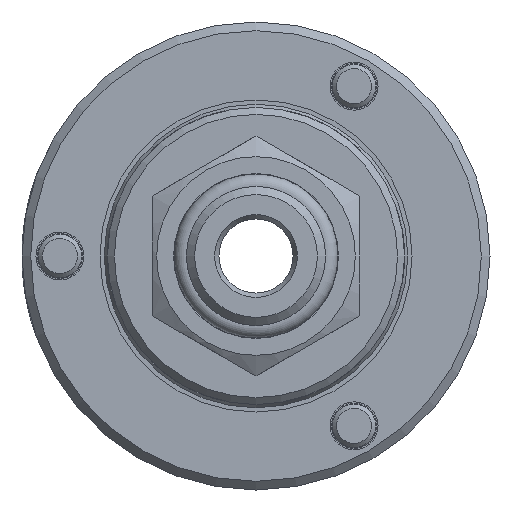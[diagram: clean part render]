
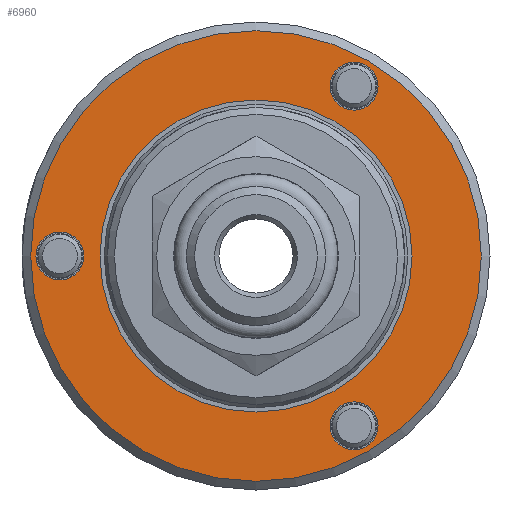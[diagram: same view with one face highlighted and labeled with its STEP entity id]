
A CAD part, left-side view. The second image highlights one B-rep face of the part: STEP entity #6960.
In plain terms, the highlighted planar face has unit normal (-1, 0, 0).
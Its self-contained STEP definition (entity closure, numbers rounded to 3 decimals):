
#274=PLANE('',#7406);
#422=FACE_BOUND('',#2085,.T.);
#423=FACE_BOUND('',#2086,.T.);
#424=FACE_BOUND('',#2087,.T.);
#425=FACE_BOUND('',#2088,.T.);
#1673=FACE_OUTER_BOUND('',#2084,.T.);
#2084=EDGE_LOOP('',(#4734));
#2085=EDGE_LOOP('',(#4735,#4736));
#2086=EDGE_LOOP('',(#4737,#4738));
#2087=EDGE_LOOP('',(#4739,#4740));
#2088=EDGE_LOOP('',(#4741,#4742));
#2542=CIRCLE('',#7404,17.9);
#2543=CIRCLE('',#7405,17.9);
#2544=CIRCLE('',#7407,25.85);
#2545=CIRCLE('',#7408,2.75);
#2546=CIRCLE('',#7409,2.75);
#2547=CIRCLE('',#7410,2.75);
#2548=CIRCLE('',#7411,2.75);
#2549=CIRCLE('',#7412,2.75);
#2550=CIRCLE('',#7413,2.75);
#2863=VERTEX_POINT('',#10092);
#2864=VERTEX_POINT('',#10093);
#2865=VERTEX_POINT('',#10098);
#2866=VERTEX_POINT('',#10100);
#2867=VERTEX_POINT('',#10101);
#2868=VERTEX_POINT('',#10104);
#2869=VERTEX_POINT('',#10105);
#2870=VERTEX_POINT('',#10108);
#2871=VERTEX_POINT('',#10109);
#3610=EDGE_CURVE('',#2863,#2864,#2542,.T.);
#3611=EDGE_CURVE('',#2864,#2863,#2543,.T.);
#3613=EDGE_CURVE('',#2865,#2865,#2544,.T.);
#3614=EDGE_CURVE('',#2866,#2867,#2545,.T.);
#3615=EDGE_CURVE('',#2867,#2866,#2546,.T.);
#3616=EDGE_CURVE('',#2868,#2869,#2547,.T.);
#3617=EDGE_CURVE('',#2869,#2868,#2548,.T.);
#3618=EDGE_CURVE('',#2870,#2871,#2549,.T.);
#3619=EDGE_CURVE('',#2871,#2870,#2550,.T.);
#4734=ORIENTED_EDGE('',*,*,#3613,.F.);
#4735=ORIENTED_EDGE('',*,*,#3614,.T.);
#4736=ORIENTED_EDGE('',*,*,#3615,.T.);
#4737=ORIENTED_EDGE('',*,*,#3616,.T.);
#4738=ORIENTED_EDGE('',*,*,#3617,.T.);
#4739=ORIENTED_EDGE('',*,*,#3618,.T.);
#4740=ORIENTED_EDGE('',*,*,#3619,.T.);
#4741=ORIENTED_EDGE('',*,*,#3610,.T.);
#4742=ORIENTED_EDGE('',*,*,#3611,.T.);
#6960=ADVANCED_FACE('',(#1673,#422,#423,#424,#425),#274,.T.);
#7404=AXIS2_PLACEMENT_3D('',#10094,#8048,#8049);
#7405=AXIS2_PLACEMENT_3D('',#10095,#8050,#8051);
#7406=AXIS2_PLACEMENT_3D('',#10097,#8053,#8054);
#7407=AXIS2_PLACEMENT_3D('',#10099,#8055,#8056);
#7408=AXIS2_PLACEMENT_3D('',#10102,#8057,#8058);
#7409=AXIS2_PLACEMENT_3D('',#10103,#8059,#8060);
#7410=AXIS2_PLACEMENT_3D('',#10106,#8061,#8062);
#7411=AXIS2_PLACEMENT_3D('',#10107,#8063,#8064);
#7412=AXIS2_PLACEMENT_3D('',#10110,#8065,#8066);
#7413=AXIS2_PLACEMENT_3D('',#10111,#8067,#8068);
#8048=DIRECTION('center_axis',(1.,0.,0.));
#8049=DIRECTION('ref_axis',(0.,1.,0.));
#8050=DIRECTION('center_axis',(1.,0.,0.));
#8051=DIRECTION('ref_axis',(0.,1.,0.));
#8053=DIRECTION('center_axis',(-1.,0.,0.));
#8054=DIRECTION('ref_axis',(0.,0.,1.));
#8055=DIRECTION('center_axis',(1.,0.,0.));
#8056=DIRECTION('ref_axis',(0.,-1.,0.));
#8057=DIRECTION('center_axis',(1.,0.,0.));
#8058=DIRECTION('ref_axis',(0.,0.,1.));
#8059=DIRECTION('center_axis',(1.,0.,0.));
#8060=DIRECTION('ref_axis',(0.,0.,1.));
#8061=DIRECTION('center_axis',(1.,0.,0.));
#8062=DIRECTION('ref_axis',(0.,-0.866,-0.5));
#8063=DIRECTION('center_axis',(1.,0.,0.));
#8064=DIRECTION('ref_axis',(0.,-0.866,-0.5));
#8065=DIRECTION('center_axis',(1.,0.,0.));
#8066=DIRECTION('ref_axis',(0.,0.866,-0.5));
#8067=DIRECTION('center_axis',(1.,0.,0.));
#8068=DIRECTION('ref_axis',(0.,0.866,-0.5));
#10092=CARTESIAN_POINT('',(5.1,17.9,0.));
#10093=CARTESIAN_POINT('',(5.1,-17.9,0.));
#10094=CARTESIAN_POINT('Origin',(5.1,0.,0.));
#10095=CARTESIAN_POINT('Origin',(5.1,0.,0.));
#10097=CARTESIAN_POINT('Origin',(5.1,21.054,0.));
#10098=CARTESIAN_POINT('',(5.1,25.85,0.));
#10099=CARTESIAN_POINT('Origin',(5.1,0.,0.));
#10100=CARTESIAN_POINT('',(5.1,22.5,2.75));
#10101=CARTESIAN_POINT('',(5.1,22.5,-2.75));
#10102=CARTESIAN_POINT('Origin',(5.1,22.5,0.));
#10103=CARTESIAN_POINT('Origin',(5.1,22.5,0.));
#10104=CARTESIAN_POINT('',(5.1,-13.632,18.111));
#10105=CARTESIAN_POINT('',(5.1,-8.868,20.861));
#10106=CARTESIAN_POINT('Origin',(5.1,-11.25,19.486));
#10107=CARTESIAN_POINT('Origin',(5.1,-11.25,19.486));
#10108=CARTESIAN_POINT('',(5.1,-8.868,-20.861));
#10109=CARTESIAN_POINT('',(5.1,-13.632,-18.111));
#10110=CARTESIAN_POINT('Origin',(5.1,-11.25,-19.486));
#10111=CARTESIAN_POINT('Origin',(5.1,-11.25,-19.486));
